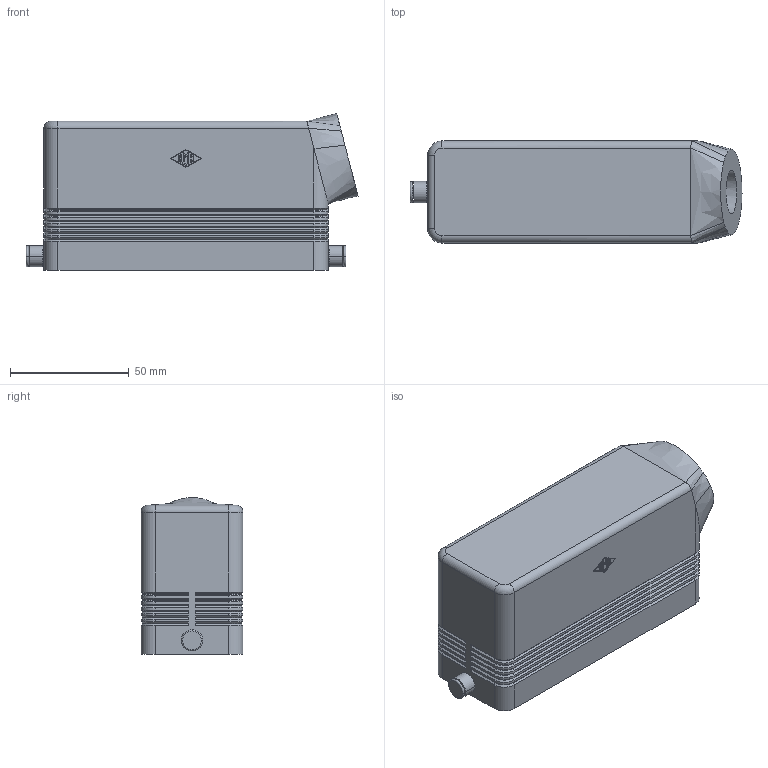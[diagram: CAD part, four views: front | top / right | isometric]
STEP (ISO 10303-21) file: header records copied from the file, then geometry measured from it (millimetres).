
FILE_DESCRIPTION(('Creo Elements/Direct Modeling STEP Export'),'2;1');
FILE_NAME('CHOT_24_4_L.stp','2012-12-18T15:29:13',(''),(''),'Creo Elements/Direct Modeling STEP processor for AP214 (Solid Model)','Creo Elements/Direct Modeling 18.0B 02-Dec-2011 (C) Parametric Technology GmbH','');
FILE_SCHEMA(('AUTOMOTIVE_DESIGN { 1 0 10303 214 1 1 1 1 }'));
Length unit declared in the file: millimetre
Products named in the file (1): MSBO8243
Bounding box: 140.08 x 43 x 66.21 mm (x, y, z)
Volume: 93196.7 mm3; surface area: 51310.3 mm2
Topology: 1 solids, 2 shells, 415 faces, 1004 edges, 606 vertices
Faces by surface type: plane 226, cylinder 115, cone 58, torus 8, bspline 8
Entity records: 15052 total; most frequent: CARTESIAN_POINT 2281, ORIENTED_EDGE 1992, DIRECTION 1932, EDGE_CURVE 996, VECTOR 698, LINE 698, AXIS2_PLACEMENT_3D 617, VERTEX_POINT 606
